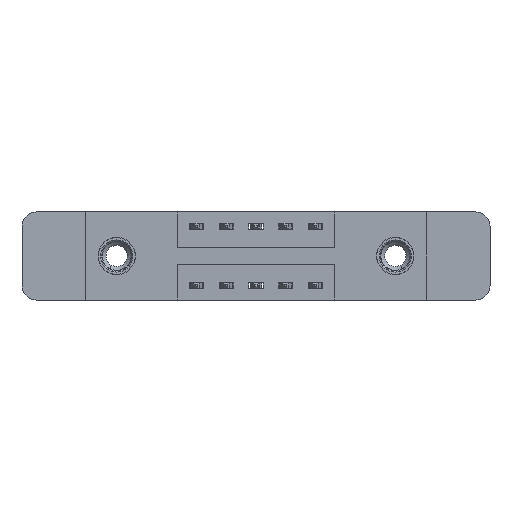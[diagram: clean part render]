
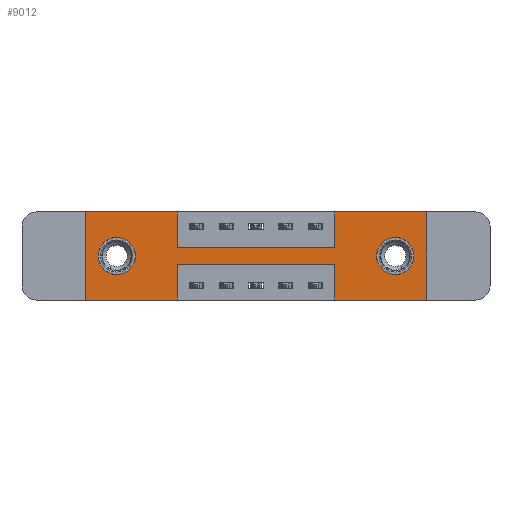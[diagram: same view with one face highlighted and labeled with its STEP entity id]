
A CAD part, front view. The second image highlights one B-rep face of the part: STEP entity #9012.
In plain terms, the highlighted planar face has unit normal (0, -1, 0).
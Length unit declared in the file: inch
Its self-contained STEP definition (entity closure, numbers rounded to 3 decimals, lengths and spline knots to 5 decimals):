
#153 = AXIS2_PLACEMENT_3D ( 'NONE', #6922, #3795, #12292 ) ;
#175 = ORIENTED_EDGE ( 'NONE', *, *, #6640, .F. ) ;
#310 = VERTEX_POINT ( 'NONE', #2842 ) ;
#384 = VECTOR ( 'NONE', #1666, 39.37008 ) ;
#386 = EDGE_LOOP ( 'NONE', ( #12056, #175, #1040, #9969, #9379, #4885, #2259, #6055, #2610, #12580, #9500, #653 ) ) ;
#417 = VECTOR ( 'NONE', #13050, 39.37008 ) ;
#466 = CARTESIAN_POINT ( 'NONE',  ( 1.0475, 0., 0. ) ) ;
#653 = ORIENTED_EDGE ( 'NONE', *, *, #13130, .F. ) ;
#852 = CARTESIAN_POINT ( 'NONE',  ( 0., 0., -0.37 ) ) ;
#1040 = ORIENTED_EDGE ( 'NONE', *, *, #3992, .F. ) ;
#1104 = ORIENTED_EDGE ( 'NONE', *, *, #1864, .T. ) ;
#1394 = FACE_BOUND ( 'NONE', #5980, .T. ) ;
#1503 = CARTESIAN_POINT ( 'NONE',  ( 1.435, 0., 0. ) ) ;
#1531 = VECTOR ( 'NONE', #9303, 39.37008 ) ;
#1562 = CARTESIAN_POINT ( 'NONE',  ( 0., 0., 0. ) ) ;
#1601 = LINE ( 'NONE', #466, #384 ) ;
#1666 = DIRECTION ( 'NONE',  ( 0., 0., 1. ) ) ;
#1720 = CARTESIAN_POINT ( 'NONE',  ( 1.0475, 0., -0.22 ) ) ;
#1784 = DIRECTION ( 'NONE',  ( 1., 0., 0. ) ) ;
#1838 = EDGE_CURVE ( 'NONE', #8669, #310, #9230, .T. ) ;
#1864 = EDGE_CURVE ( 'NONE', #5085, #3415, #4553, .T. ) ;
#2259 = ORIENTED_EDGE ( 'NONE', *, *, #9340, .F. ) ;
#2330 = VERTEX_POINT ( 'NONE', #5143 ) ;
#2457 = CARTESIAN_POINT ( 'NONE',  ( 0., 0., -0.37 ) ) ;
#2464 = VERTEX_POINT ( 'NONE', #11712 ) ;
#2610 = ORIENTED_EDGE ( 'NONE', *, *, #4520, .F. ) ;
#2672 = VECTOR ( 'NONE', #6955, 39.37008 ) ;
#2751 = AXIS2_PLACEMENT_3D ( 'NONE', #10337, #8055, #7068 ) ;
#2805 = LINE ( 'NONE', #12488, #7165 ) ;
#2842 = CARTESIAN_POINT ( 'NONE',  ( 0.3875, 0., 0. ) ) ;
#2974 = LINE ( 'NONE', #852, #2672 ) ;
#2987 = CARTESIAN_POINT ( 'NONE',  ( 0.1325, 0., -0.185 ) ) ;
#3304 = CIRCLE ( 'NONE', #11144, 0.078 ) ;
#3415 = VERTEX_POINT ( 'NONE', #4142 ) ;
#3654 = VECTOR ( 'NONE', #1784, 39.37008 ) ;
#3795 = DIRECTION ( 'NONE',  ( 0., 1., 0. ) ) ;
#3827 = VECTOR ( 'NONE', #5149, 39.37008 ) ;
#3992 = EDGE_CURVE ( 'NONE', #6253, #7940, #12973, .T. ) ;
#4072 = DIRECTION ( 'NONE',  ( 0., 0., -1. ) ) ;
#4096 = LINE ( 'NONE', #12665, #1531 ) ;
#4142 = CARTESIAN_POINT ( 'NONE',  ( 1.3025, 0., -0.263 ) ) ;
#4345 = DIRECTION ( 'NONE',  ( 0., 0., 1. ) ) ;
#4520 = EDGE_CURVE ( 'NONE', #310, #12142, #10669, .T. ) ;
#4544 = VERTEX_POINT ( 'NONE', #13627 ) ;
#4553 = CIRCLE ( 'NONE', #2751, 0.078 ) ;
#4562 = FACE_OUTER_BOUND ( 'NONE', #386, .T. ) ;
#4661 = VECTOR ( 'NONE', #13309, 39.37008 ) ;
#4730 = LINE ( 'NONE', #9019, #11820 ) ;
#4802 = DIRECTION ( 'NONE',  ( 1., 0., 0. ) ) ;
#4840 = ORIENTED_EDGE ( 'NONE', *, *, #8175, .T. ) ;
#4849 = AXIS2_PLACEMENT_3D ( 'NONE', #7939, #10204, #6870 ) ;
#4885 = ORIENTED_EDGE ( 'NONE', *, *, #11329, .F. ) ;
#5085 = VERTEX_POINT ( 'NONE', #6883 ) ;
#5143 = CARTESIAN_POINT ( 'NONE',  ( 1.0475, 0., -0.15 ) ) ;
#5149 = DIRECTION ( 'NONE',  ( 0., 0., -1. ) ) ;
#5238 = EDGE_CURVE ( 'NONE', #7115, #7148, #3304, .T. ) ;
#5289 = CARTESIAN_POINT ( 'NONE',  ( 0.3875, 0., -0.22 ) ) ;
#5353 = VERTEX_POINT ( 'NONE', #13033 ) ;
#5469 = LINE ( 'NONE', #6741, #6072 ) ;
#5526 = CARTESIAN_POINT ( 'NONE',  ( 0.1325, 0., -0.263 ) ) ;
#5706 = DIRECTION ( 'NONE',  ( 0., -1., 0. ) ) ;
#5980 = EDGE_LOOP ( 'NONE', ( #1104, #4840 ) ) ;
#6055 = ORIENTED_EDGE ( 'NONE', *, *, #6151, .F. ) ;
#6072 = VECTOR ( 'NONE', #7664, 39.37008 ) ;
#6151 = EDGE_CURVE ( 'NONE', #12142, #2330, #8304, .T. ) ;
#6253 = VERTEX_POINT ( 'NONE', #8905 ) ;
#6389 = DIRECTION ( 'NONE',  ( 0., 1., 0. ) ) ;
#6488 = CARTESIAN_POINT ( 'NONE',  ( 0.3875, 0., 0. ) ) ;
#6640 = EDGE_CURVE ( 'NONE', #7940, #12564, #5469, .T. ) ;
#6720 = CARTESIAN_POINT ( 'NONE',  ( 0.1325, 0., -0.107 ) ) ;
#6741 = CARTESIAN_POINT ( 'NONE',  ( 0.3875, 0., -0.22 ) ) ;
#6870 = DIRECTION ( 'NONE',  ( 0., 0., 1. ) ) ;
#6883 = CARTESIAN_POINT ( 'NONE',  ( 1.3025, 0., -0.107 ) ) ;
#6909 = EDGE_CURVE ( 'NONE', #7148, #7115, #11553, .T. ) ;
#6922 = CARTESIAN_POINT ( 'NONE',  ( 1.3025, 0., -0.185 ) ) ;
#6955 = DIRECTION ( 'NONE',  ( -1., 0., 0. ) ) ;
#7013 = EDGE_CURVE ( 'NONE', #5353, #6253, #4096, .T. ) ;
#7068 = DIRECTION ( 'NONE',  ( 0., 0., -1. ) ) ;
#7115 = VERTEX_POINT ( 'NONE', #5526 ) ;
#7148 = VERTEX_POINT ( 'NONE', #6720 ) ;
#7165 = VECTOR ( 'NONE', #11233, 39.37008 ) ;
#7602 = CARTESIAN_POINT ( 'NONE',  ( 1.0475, 0., -0.37 ) ) ;
#7664 = DIRECTION ( 'NONE',  ( -1., 0., 0. ) ) ;
#7939 = CARTESIAN_POINT ( 'NONE',  ( 0.1325, 0., -0.185 ) ) ;
#7940 = VERTEX_POINT ( 'NONE', #1720 ) ;
#7991 = VECTOR ( 'NONE', #4345, 39.37008 ) ;
#8055 = DIRECTION ( 'NONE',  ( 0., 1., 0. ) ) ;
#8128 = CARTESIAN_POINT ( 'NONE',  ( 0., 0., 0. ) ) ;
#8175 = EDGE_CURVE ( 'NONE', #3415, #5085, #10682, .T. ) ;
#8304 = LINE ( 'NONE', #12555, #417 ) ;
#8504 = VECTOR ( 'NONE', #4072, 39.37008 ) ;
#8669 = VERTEX_POINT ( 'NONE', #1562 ) ;
#8905 = CARTESIAN_POINT ( 'NONE',  ( 1.0475, 0., -0.37 ) ) ;
#9012 = ADVANCED_FACE ( 'NONE', ( #1394, #9705, #4562 ), #12067, .T. ) ;
#9019 = CARTESIAN_POINT ( 'NONE',  ( 0., 0., 0. ) ) ;
#9185 = EDGE_LOOP ( 'NONE', ( #11476, #12468 ) ) ;
#9230 = LINE ( 'NONE', #8128, #3654 ) ;
#9303 = DIRECTION ( 'NONE',  ( -1., 0., 0. ) ) ;
#9338 = CARTESIAN_POINT ( 'NONE',  ( 0.3875, 0., -0.37 ) ) ;
#9340 = EDGE_CURVE ( 'NONE', #2330, #2464, #1601, .T. ) ;
#9379 = ORIENTED_EDGE ( 'NONE', *, *, #9715, .F. ) ;
#9500 = ORIENTED_EDGE ( 'NONE', *, *, #10053, .F. ) ;
#9705 = FACE_BOUND ( 'NONE', #9185, .T. ) ;
#9715 = EDGE_CURVE ( 'NONE', #4544, #5353, #9936, .T. ) ;
#9936 = LINE ( 'NONE', #1503, #4661 ) ;
#9968 = DIRECTION ( 'NONE',  ( 0., 0., -1. ) ) ;
#9969 = ORIENTED_EDGE ( 'NONE', *, *, #7013, .F. ) ;
#10053 = EDGE_CURVE ( 'NONE', #11571, #8669, #2805, .T. ) ;
#10192 = EDGE_CURVE ( 'NONE', #12564, #12020, #12632, .T. ) ;
#10204 = DIRECTION ( 'NONE',  ( 0., 1., 0. ) ) ;
#10337 = CARTESIAN_POINT ( 'NONE',  ( 1.3025, 0., -0.185 ) ) ;
#10613 = CARTESIAN_POINT ( 'NONE',  ( 0., 0., -0.37 ) ) ;
#10669 = LINE ( 'NONE', #6488, #3827 ) ;
#10682 = CIRCLE ( 'NONE', #153, 0.078 ) ;
#11144 = AXIS2_PLACEMENT_3D ( 'NONE', #2987, #6389, #12530 ) ;
#11233 = DIRECTION ( 'NONE',  ( 0., 0., 1. ) ) ;
#11329 = EDGE_CURVE ( 'NONE', #2464, #4544, #4730, .T. ) ;
#11391 = CARTESIAN_POINT ( 'NONE',  ( 0.3875, 0., -0.37 ) ) ;
#11476 = ORIENTED_EDGE ( 'NONE', *, *, #6909, .T. ) ;
#11553 = CIRCLE ( 'NONE', #4849, 0.078 ) ;
#11571 = VERTEX_POINT ( 'NONE', #10613 ) ;
#11712 = CARTESIAN_POINT ( 'NONE',  ( 1.0475, 0., 0. ) ) ;
#11820 = VECTOR ( 'NONE', #4802, 39.37008 ) ;
#12020 = VERTEX_POINT ( 'NONE', #11391 ) ;
#12056 = ORIENTED_EDGE ( 'NONE', *, *, #10192, .F. ) ;
#12067 = PLANE ( 'NONE',  #13174 ) ;
#12142 = VERTEX_POINT ( 'NONE', #13716 ) ;
#12292 = DIRECTION ( 'NONE',  ( 0., 0., -1. ) ) ;
#12468 = ORIENTED_EDGE ( 'NONE', *, *, #5238, .T. ) ;
#12488 = CARTESIAN_POINT ( 'NONE',  ( 0., 0., 0. ) ) ;
#12530 = DIRECTION ( 'NONE',  ( 0., 0., 1. ) ) ;
#12555 = CARTESIAN_POINT ( 'NONE',  ( 0.3875, 0., -0.15 ) ) ;
#12564 = VERTEX_POINT ( 'NONE', #5289 ) ;
#12580 = ORIENTED_EDGE ( 'NONE', *, *, #1838, .F. ) ;
#12632 = LINE ( 'NONE', #9338, #8504 ) ;
#12665 = CARTESIAN_POINT ( 'NONE',  ( 0., 0., -0.37 ) ) ;
#12973 = LINE ( 'NONE', #7602, #7991 ) ;
#13033 = CARTESIAN_POINT ( 'NONE',  ( 1.435, 0., -0.37 ) ) ;
#13050 = DIRECTION ( 'NONE',  ( 1., 0., 0. ) ) ;
#13130 = EDGE_CURVE ( 'NONE', #12020, #11571, #2974, .T. ) ;
#13174 = AXIS2_PLACEMENT_3D ( 'NONE', #2457, #5706, #9968 ) ;
#13309 = DIRECTION ( 'NONE',  ( 0., 0., -1. ) ) ;
#13627 = CARTESIAN_POINT ( 'NONE',  ( 1.435, 0., 0. ) ) ;
#13716 = CARTESIAN_POINT ( 'NONE',  ( 0.3875, 0., -0.15 ) ) ;
